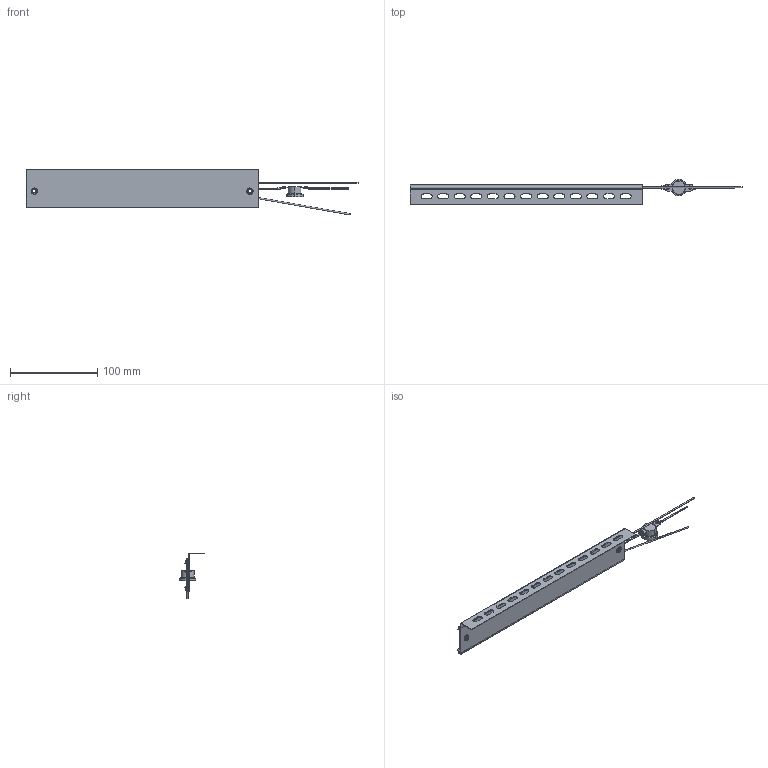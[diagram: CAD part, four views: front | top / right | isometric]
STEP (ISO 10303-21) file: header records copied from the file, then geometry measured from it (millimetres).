
FILE_DESCRIPTION (( 'STEP AP203' ), '1' );
FILE_NAME ('EH-75-VVV-50-24-L AUG2017 203.STEP', '2017-08-31T20:43:27', ( '' ), ( '' ), 'SwSTEP 2.0', 'SolidWorks 2017', '' );
FILE_SCHEMA (( 'CONFIG_CONTROL_DESIGN' ));
Length unit declared in the file: inch
Products named in the file (1): EH-75-VVV-50-24-L AUG2017 203
Bounding box: 381.32 x 29.2 x 52.72 mm (x, y, z)
Volume: 34749.2 mm3; surface area: 124808.8 mm2
Topology: 24 solids, 24 shells, 377 faces, 929 edges, 613 vertices
Faces by surface type: plane 203, cylinder 158, bspline 16
Entity records: 11805 total; most frequent: CARTESIAN_POINT 2448, DIRECTION 1990, ORIENTED_EDGE 1858, EDGE_CURVE 929, AXIS2_PLACEMENT_3D 715, VERTEX_POINT 613, VECTOR 560, LINE 560
